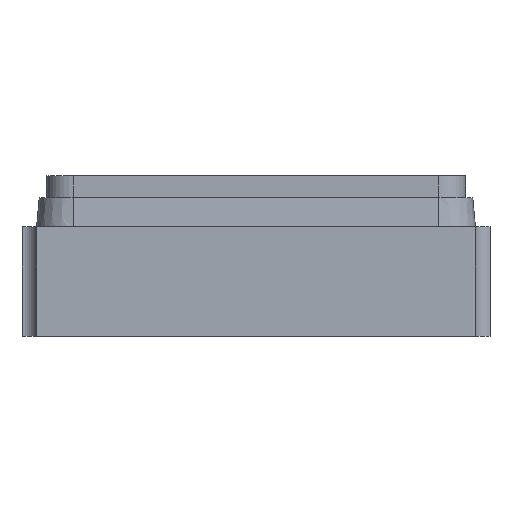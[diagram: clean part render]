
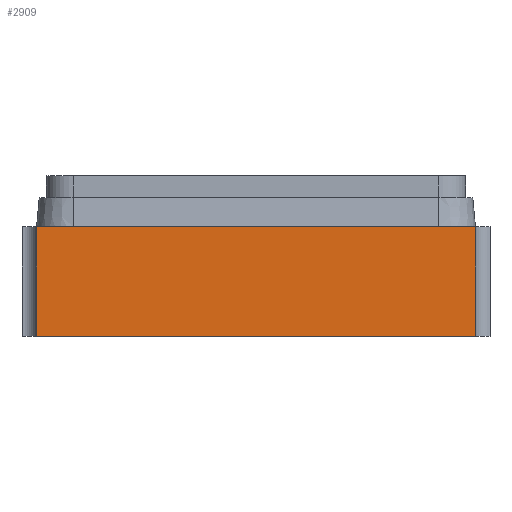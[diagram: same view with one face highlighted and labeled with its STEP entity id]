
A CAD part, left-side view. The second image highlights one B-rep face of the part: STEP entity #2909.
In plain terms, the highlighted face is planar.
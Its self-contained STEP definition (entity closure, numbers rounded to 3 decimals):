
#108=LINE('',#4452,#209);
#109=LINE('',#4457,#210);
#116=LINE('',#4583,#217);
#118=LINE('',#4623,#219);
#209=VECTOR('',#3364,1000.);
#210=VECTOR('',#3369,1000.);
#217=VECTOR('',#3402,1000.);
#219=VECTOR('',#3412,1000.);
#919=ORIENTED_EDGE('',*,*,#1324,.T.);
#920=ORIENTED_EDGE('',*,*,#1282,.F.);
#921=ORIENTED_EDGE('',*,*,#1314,.F.);
#922=ORIENTED_EDGE('',*,*,#1280,.T.);
#1280=EDGE_CURVE('',#1532,#1534,#108,.T.);
#1282=EDGE_CURVE('',#1535,#1537,#109,.T.);
#1314=EDGE_CURVE('',#1532,#1535,#116,.T.);
#1324=EDGE_CURVE('',#1534,#1537,#118,.T.);
#1532=VERTEX_POINT('',#4447);
#1534=VERTEX_POINT('',#4451);
#1535=VERTEX_POINT('',#4455);
#1537=VERTEX_POINT('',#4458);
#1751=EDGE_LOOP('',(#919,#920,#921,#922));
#1887=FACE_BOUND('',#1751,.T.);
#1969=PLANE('',#3068);
#2909=ADVANCED_FACE('',(#1887),#1969,.F.);
#3068=AXIS2_PLACEMENT_3D('',#4659,#3440,#3441);
#3364=DIRECTION('',(0.,0.,-1.));
#3369=DIRECTION('',(0.,0.,-1.));
#3402=DIRECTION('',(1.,0.,0.));
#3412=DIRECTION('',(1.,0.,0.));
#3440=DIRECTION('',(0.,1.,0.));
#3441=DIRECTION('',(0.,0.,1.));
#4447=CARTESIAN_POINT('',(-1.5,-1.25,0.75));
#4451=CARTESIAN_POINT('',(-1.5,-1.25,0.));
#4452=CARTESIAN_POINT('',(-1.5,-1.25,0.75));
#4455=CARTESIAN_POINT('',(1.5,-1.25,0.75));
#4457=CARTESIAN_POINT('',(1.5,-1.25,0.75));
#4458=CARTESIAN_POINT('',(1.5,-1.25,0.));
#4583=CARTESIAN_POINT('',(-1.5,-1.25,0.75));
#4623=CARTESIAN_POINT('',(-1.5,-1.25,0.));
#4659=CARTESIAN_POINT('',(-1.5,-1.25,0.75));
